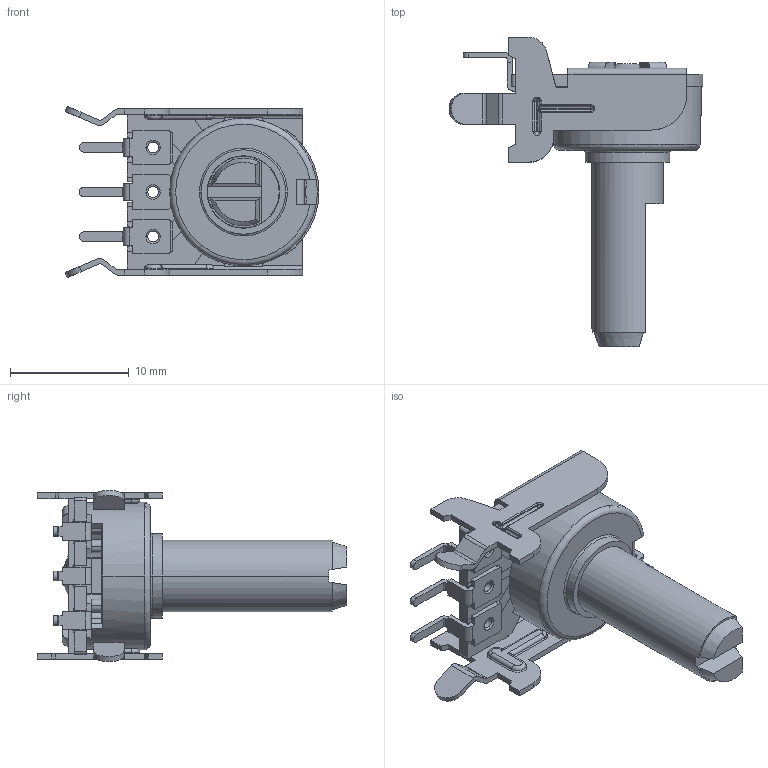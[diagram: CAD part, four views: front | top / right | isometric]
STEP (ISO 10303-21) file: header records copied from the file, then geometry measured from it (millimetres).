
FILE_DESCRIPTION((''),'2;1');
FILE_NAME('122K_SW0001','2018-09-01T',('eng05'),(''),'PRO/ENGINEER BY PARAMETRIC TECHNOLOGY CORPORATION, 2012480','PRO/ENGINEER BY PARAMETRIC TECHNOLOGY CORPORATION, 2012480','');
FILE_SCHEMA(('CONFIG_CONTROL_DESIGN'));
Length unit declared in the file: millimetre
Products named in the file (1): 122K_SW0001
Bounding box: 21.35 x 26 x 14.4 mm (x, y, z)
Volume: 1127.7 mm3; surface area: 2291.9 mm2
Topology: 1 solids, 1 shells, 497 faces, 1307 edges, 824 vertices
Faces by surface type: plane 281, cylinder 143, torus 37, bspline 22, sphere 8, cone 6
Entity records: 16272 total; most frequent: CARTESIAN_POINT 3762, DIRECTION 2640, ORIENTED_EDGE 2614, EDGE_CURVE 1307, AXIS2_PLACEMENT_3D 894, VECTOR 852, LINE 852, VERTEX_POINT 824
